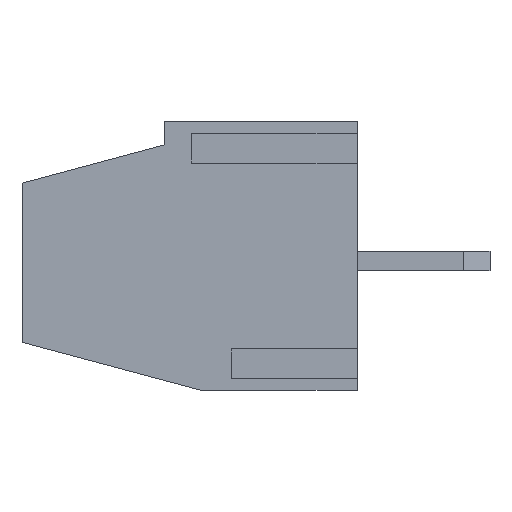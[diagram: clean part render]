
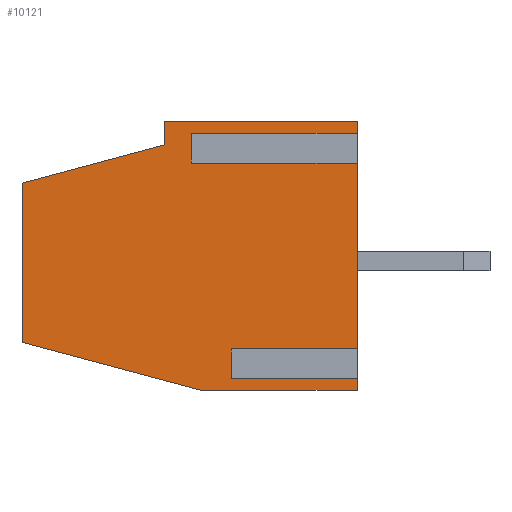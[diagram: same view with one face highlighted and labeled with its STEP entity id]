
A CAD part, left-side view. The second image highlights one B-rep face of the part: STEP entity #10121.
In plain terms, the highlighted planar face has unit normal (-1, 0, 0).
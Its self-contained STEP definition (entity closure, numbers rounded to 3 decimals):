
#51 = EDGE_CURVE ( 'NONE', #15902, #4337, #15299, .T. ) ;
#514 = AXIS2_PLACEMENT_3D ( 'NONE', #9492, #17509, #26111 ) ;
#728 = VECTOR ( 'NONE', #14777, 1000. ) ;
#1248 = VECTOR ( 'NONE', #23618, 1000. ) ;
#1388 = DIRECTION ( 'NONE',  ( 0., -1., 0. ) ) ;
#1420 = CARTESIAN_POINT ( 'NONE',  ( -2.54, 0., 4.2 ) ) ;
#1538 = EDGE_CURVE ( 'NONE', #17695, #19259, #11350, .T. ) ;
#1550 = CARTESIAN_POINT ( 'NONE',  ( -2.54, 5., 3.668 ) ) ;
#1939 = VECTOR ( 'NONE', #16764, 1000. ) ;
#2208 = VERTEX_POINT ( 'NONE', #13713 ) ;
#2260 = CARTESIAN_POINT ( 'NONE',  ( -2.54, 10.1, 2.348 ) ) ;
#2672 = LINE ( 'NONE', #21011, #13884 ) ;
#3492 = ORIENTED_EDGE ( 'NONE', *, *, #18029, .F. ) ;
#4007 = DIRECTION ( 'NONE',  ( 0., 0., 1. ) ) ;
#4239 = ORIENTED_EDGE ( 'NONE', *, *, #5004, .T. ) ;
#4337 = VERTEX_POINT ( 'NONE', #9136 ) ;
#4904 = EDGE_CURVE ( 'NONE', #4337, #16416, #9347, .T. ) ;
#4953 = EDGE_CURVE ( 'NONE', #17695, #16750, #24326, .T. ) ;
#5002 = DIRECTION ( 'NONE',  ( 0., 0., 1. ) ) ;
#5004 = EDGE_CURVE ( 'NONE', #2208, #15590, #22090, .T. ) ;
#5007 = VERTEX_POINT ( 'NONE', #10866 ) ;
#5146 = ORIENTED_EDGE ( 'NONE', *, *, #9009, .T. ) ;
#5187 = CARTESIAN_POINT ( 'NONE',  ( -2.54, 3.8, -3.368 ) ) ;
#5405 = DIRECTION ( 'NONE',  ( 0., 0., 1. ) ) ;
#5481 = LINE ( 'NONE', #9315, #24395 ) ;
#5524 = EDGE_CURVE ( 'NONE', #2208, #16416, #12274, .T. ) ;
#5880 = EDGE_CURVE ( 'NONE', #16750, #6392, #7848, .T. ) ;
#6107 = DIRECTION ( 'NONE',  ( 0., -0.966, 0.259 ) ) ;
#6392 = VERTEX_POINT ( 'NONE', #14606 ) ;
#6715 = CARTESIAN_POINT ( 'NONE',  ( -2.54, 3.8, -3.368 ) ) ;
#6735 = ORIENTED_EDGE ( 'NONE', *, *, #4953, .T. ) ;
#6777 = CARTESIAN_POINT ( 'NONE',  ( -2.54, 5.8, 4.2 ) ) ;
#7464 = DIRECTION ( 'NONE',  ( 0., 0., 1. ) ) ;
#7848 = LINE ( 'NONE', #25674, #15310 ) ;
#8120 = ORIENTED_EDGE ( 'NONE', *, *, #51, .T. ) ;
#8163 = VECTOR ( 'NONE', #8755, 1000. ) ;
#8355 = CARTESIAN_POINT ( 'NONE',  ( -2.54, 5.8, 3.5 ) ) ;
#8755 = DIRECTION ( 'NONE',  ( 0., -1., 0. ) ) ;
#9009 = EDGE_CURVE ( 'NONE', #25432, #12378, #19523, .T. ) ;
#9136 = CARTESIAN_POINT ( 'NONE',  ( -2.54, 0., -3.9 ) ) ;
#9315 = CARTESIAN_POINT ( 'NONE',  ( -2.54, 5., 3.132 ) ) ;
#9347 = LINE ( 'NONE', #17083, #20834 ) ;
#9492 = CARTESIAN_POINT ( 'NONE',  ( -2.54, 10.1, 4.2 ) ) ;
#9569 = VERTEX_POINT ( 'NONE', #11129 ) ;
#9624 = FACE_OUTER_BOUND ( 'NONE', #20139, .T. ) ;
#9947 = EDGE_CURVE ( 'NONE', #18363, #6392, #13136, .T. ) ;
#10011 = VECTOR ( 'NONE', #5002, 1000. ) ;
#10025 = PLANE ( 'NONE',  #514 ) ;
#10101 = DIRECTION ( 'NONE',  ( 0., -1., 0. ) ) ;
#10121 = ADVANCED_FACE ( 'NONE', ( #9624 ), #10025, .F. ) ;
#10866 = CARTESIAN_POINT ( 'NONE',  ( -2.54, 10.1, 2.348 ) ) ;
#10987 = ORIENTED_EDGE ( 'NONE', *, *, #4904, .T. ) ;
#11129 = CARTESIAN_POINT ( 'NONE',  ( -2.54, 10.1, -2.452 ) ) ;
#11350 = LINE ( 'NONE', #1550, #1248 ) ;
#11390 = ORIENTED_EDGE ( 'NONE', *, *, #12310, .F. ) ;
#11457 = LINE ( 'NONE', #19493, #13488 ) ;
#11518 = CARTESIAN_POINT ( 'NONE',  ( -2.54, 0., -2.832 ) ) ;
#11624 = CARTESIAN_POINT ( 'NONE',  ( -2.54, 10.1, 4.2 ) ) ;
#12274 = LINE ( 'NONE', #6715, #728 ) ;
#12310 = EDGE_CURVE ( 'NONE', #15902, #9569, #2672, .T. ) ;
#12341 = LINE ( 'NONE', #8355, #14680 ) ;
#12378 = VERTEX_POINT ( 'NONE', #23272 ) ;
#13011 = DIRECTION ( 'NONE',  ( 0., -1., 0. ) ) ;
#13068 = VECTOR ( 'NONE', #5405, 1000. ) ;
#13136 = LINE ( 'NONE', #18789, #8163 ) ;
#13213 = DIRECTION ( 'NONE',  ( 0., -1., 0. ) ) ;
#13234 = ORIENTED_EDGE ( 'NONE', *, *, #24454, .F. ) ;
#13444 = DIRECTION ( 'NONE',  ( 0., 0., 1. ) ) ;
#13488 = VECTOR ( 'NONE', #1388, 1000. ) ;
#13672 = VERTEX_POINT ( 'NONE', #22743 ) ;
#13713 = CARTESIAN_POINT ( 'NONE',  ( -2.54, 3.8, -3.368 ) ) ;
#13767 = CARTESIAN_POINT ( 'NONE',  ( -2.54, 5., 3.668 ) ) ;
#13884 = VECTOR ( 'NONE', #25385, 1000. ) ;
#14606 = CARTESIAN_POINT ( 'NONE',  ( -2.54, 0., 4.2 ) ) ;
#14608 = VECTOR ( 'NONE', #10101, 1000. ) ;
#14680 = VECTOR ( 'NONE', #4007, 1000. ) ;
#14777 = DIRECTION ( 'NONE',  ( 0., -1., 0. ) ) ;
#14954 = EDGE_CURVE ( 'NONE', #13672, #18363, #12341, .T. ) ;
#15299 = LINE ( 'NONE', #23354, #23218 ) ;
#15310 = VECTOR ( 'NONE', #7464, 1000. ) ;
#15590 = VERTEX_POINT ( 'NONE', #19443 ) ;
#15618 = CARTESIAN_POINT ( 'NONE',  ( -2.54, 0., -3.368 ) ) ;
#15671 = CARTESIAN_POINT ( 'NONE',  ( -2.54, 5., 3.668 ) ) ;
#15828 = ORIENTED_EDGE ( 'NONE', *, *, #18752, .F. ) ;
#15902 = VERTEX_POINT ( 'NONE', #19544 ) ;
#16119 = LINE ( 'NONE', #2260, #16854 ) ;
#16143 = CARTESIAN_POINT ( 'NONE',  ( -2.54, 5., 3.132 ) ) ;
#16416 = VERTEX_POINT ( 'NONE', #15618 ) ;
#16750 = VERTEX_POINT ( 'NONE', #20430 ) ;
#16764 = DIRECTION ( 'NONE',  ( 0., 0., 1. ) ) ;
#16854 = VECTOR ( 'NONE', #6107, 1000. ) ;
#17083 = CARTESIAN_POINT ( 'NONE',  ( -2.54, 0., 4.2 ) ) ;
#17509 = DIRECTION ( 'NONE',  ( 1., 0., 0. ) ) ;
#17695 = VERTEX_POINT ( 'NONE', #13767 ) ;
#18029 = EDGE_CURVE ( 'NONE', #19259, #12378, #5481, .T. ) ;
#18363 = VERTEX_POINT ( 'NONE', #6777 ) ;
#18752 = EDGE_CURVE ( 'NONE', #9569, #5007, #25735, .T. ) ;
#18789 = CARTESIAN_POINT ( 'NONE',  ( -2.54, 10.1, 4.2 ) ) ;
#19259 = VERTEX_POINT ( 'NONE', #16143 ) ;
#19443 = CARTESIAN_POINT ( 'NONE',  ( -2.54, 3.8, -2.832 ) ) ;
#19493 = CARTESIAN_POINT ( 'NONE',  ( -2.54, 3.8, -2.832 ) ) ;
#19523 = LINE ( 'NONE', #1420, #10011 ) ;
#19544 = CARTESIAN_POINT ( 'NONE',  ( -2.54, 4.697, -3.9 ) ) ;
#20090 = ORIENTED_EDGE ( 'NONE', *, *, #5880, .T. ) ;
#20139 = EDGE_LOOP ( 'NONE', ( #24328, #4239, #25659, #5146, #3492, #25422, #6735, #20090, #24809, #22076, #13234, #15828, #11390, #8120, #10987 ) ) ;
#20430 = CARTESIAN_POINT ( 'NONE',  ( -2.54, 0., 3.668 ) ) ;
#20834 = VECTOR ( 'NONE', #13444, 1000. ) ;
#21011 = CARTESIAN_POINT ( 'NONE',  ( -2.54, 10.1, -2.452 ) ) ;
#22076 = ORIENTED_EDGE ( 'NONE', *, *, #14954, .F. ) ;
#22090 = LINE ( 'NONE', #5187, #1939 ) ;
#22743 = CARTESIAN_POINT ( 'NONE',  ( -2.54, 5.8, 3.5 ) ) ;
#23218 = VECTOR ( 'NONE', #13213, 1000. ) ;
#23272 = CARTESIAN_POINT ( 'NONE',  ( -2.54, 0., 3.132 ) ) ;
#23354 = CARTESIAN_POINT ( 'NONE',  ( -2.54, 10.1, -3.9 ) ) ;
#23372 = EDGE_CURVE ( 'NONE', #15590, #25432, #11457, .T. ) ;
#23618 = DIRECTION ( 'NONE',  ( 0., 0., -1. ) ) ;
#24326 = LINE ( 'NONE', #15671, #14608 ) ;
#24328 = ORIENTED_EDGE ( 'NONE', *, *, #5524, .F. ) ;
#24395 = VECTOR ( 'NONE', #13011, 1000. ) ;
#24454 = EDGE_CURVE ( 'NONE', #5007, #13672, #16119, .T. ) ;
#24809 = ORIENTED_EDGE ( 'NONE', *, *, #9947, .F. ) ;
#25385 = DIRECTION ( 'NONE',  ( 0., 0.966, 0.259 ) ) ;
#25422 = ORIENTED_EDGE ( 'NONE', *, *, #1538, .F. ) ;
#25432 = VERTEX_POINT ( 'NONE', #11518 ) ;
#25659 = ORIENTED_EDGE ( 'NONE', *, *, #23372, .T. ) ;
#25674 = CARTESIAN_POINT ( 'NONE',  ( -2.54, 0., 4.2 ) ) ;
#25735 = LINE ( 'NONE', #11624, #13068 ) ;
#26111 = DIRECTION ( 'NONE',  ( 0., 0., -1. ) ) ;
